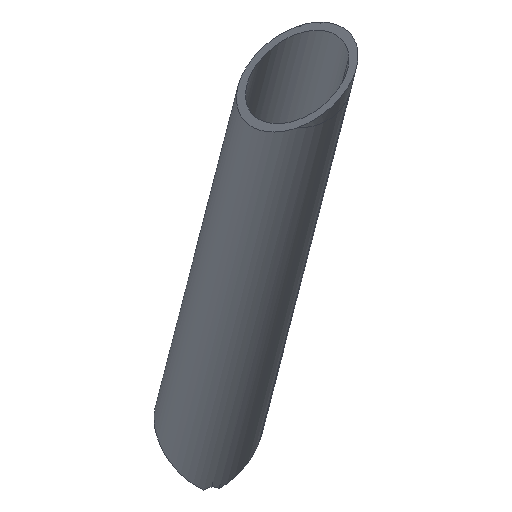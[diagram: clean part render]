
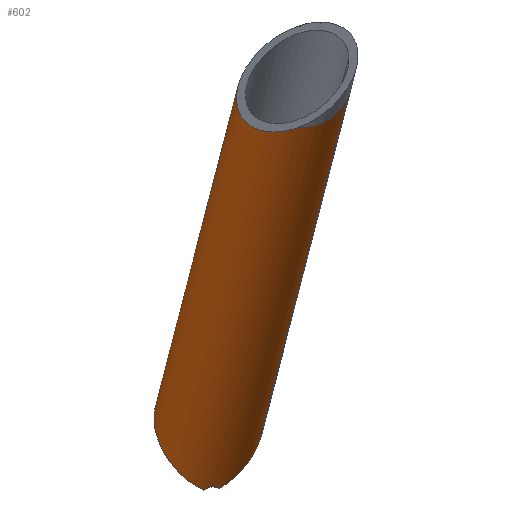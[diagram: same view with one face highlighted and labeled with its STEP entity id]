
A CAD part, top view. The second image highlights one B-rep face of the part: STEP entity #602.
In plain terms, the highlighted cylindrical face has radius 10 mm (diameter 20 mm), a partial arc.
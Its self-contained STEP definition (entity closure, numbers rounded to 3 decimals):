
#167=CARTESIAN_POINT('Vertex',(-1654.487,211.4,-11.033)) ;
#171=CARTESIAN_POINT('Control Point',(-1656.,210.784,-12.259)) ;
#172=CARTESIAN_POINT('Control Point',(-1655.625,210.915,-11.946)) ;
#173=CARTESIAN_POINT('Control Point',(-1655.238,211.064,-11.629)) ;
#174=CARTESIAN_POINT('Control Point',(-1654.861,211.225,-11.327)) ;
#175=CARTESIAN_POINT('Control Point',(-1654.487,211.4,-11.033)) ;
#176=CARTESIAN_POINT('Vertex',(-1656.,210.784,-12.259)) ;
#180=CARTESIAN_POINT('Control Point',(-1664.345,227.136,-9.113)) ;
#181=CARTESIAN_POINT('Control Point',(-1664.526,226.773,-8.743)) ;
#182=CARTESIAN_POINT('Control Point',(-1664.683,226.378,-8.391)) ;
#183=CARTESIAN_POINT('Control Point',(-1664.811,225.953,-8.057)) ;
#184=CARTESIAN_POINT('Control Point',(-1665.003,225.067,-7.458)) ;
#185=CARTESIAN_POINT('Control Point',(-1665.065,224.096,-6.976)) ;
#186=CARTESIAN_POINT('Control Point',(-1665.064,223.592,-6.767)) ;
#187=CARTESIAN_POINT('Control Point',(-1664.954,221.985,-6.225)) ;
#188=CARTESIAN_POINT('Control Point',(-1664.525,220.327,-6.034)) ;
#189=CARTESIAN_POINT('Control Point',(-1664.111,219.208,-6.071)) ;
#190=CARTESIAN_POINT('Control Point',(-1663.303,217.547,-6.346)) ;
#191=CARTESIAN_POINT('Control Point',(-1662.318,216.069,-6.904)) ;
#192=CARTESIAN_POINT('Control Point',(-1661.931,215.546,-7.147)) ;
#193=CARTESIAN_POINT('Control Point',(-1660.966,214.356,-7.805)) ;
#194=CARTESIAN_POINT('Control Point',(-1659.929,213.333,-8.62)) ;
#195=CARTESIAN_POINT('Control Point',(-1659.302,212.789,-9.143)) ;
#196=CARTESIAN_POINT('Control Point',(-1658.27,212.005,-10.051)) ;
#197=CARTESIAN_POINT('Control Point',(-1657.218,211.373,-11.047)) ;
#198=CARTESIAN_POINT('Control Point',(-1656.812,211.154,-11.441)) ;
#199=CARTESIAN_POINT('Control Point',(-1656.406,210.957,-11.845)) ;
#200=CARTESIAN_POINT('Control Point',(-1656.,210.784,-12.259)) ;
#201=CARTESIAN_POINT('Vertex',(-1664.345,227.136,-9.114)) ;
#228=CARTESIAN_POINT('Line Origine',(-1633.198,268.662,109.955)) ;
#232=CARTESIAN_POINT('Vertex',(-1646.05,219.071,-8.356)) ;
#234=CARTESIAN_POINT('Vertex',(-1629.823,281.684,141.022)) ;
#273=CARTESIAN_POINT('Line Origine',(-1651.551,276.503,108.662)) ;
#277=CARTESIAN_POINT('Vertex',(-1649.193,285.604,130.375)) ;
#529=CARTESIAN_POINT('Vertex',(-1653.156,211.058,-12.683)) ;
#533=CARTESIAN_POINT('Control Point',(-1653.156,211.058,-12.683)) ;
#534=CARTESIAN_POINT('Control Point',(-1653.483,211.118,-12.258)) ;
#535=CARTESIAN_POINT('Control Point',(-1653.81,211.194,-11.846)) ;
#536=CARTESIAN_POINT('Control Point',(-1654.147,211.288,-11.434)) ;
#537=CARTESIAN_POINT('Control Point',(-1654.487,211.4,-11.033)) ;
#546=CARTESIAN_POINT('Axis2P3D Location',(-1642.375,272.582,109.308)) ;
#551=CARTESIAN_POINT('Axis2P3D Location',(-1639.,285.604,140.375)) ;
#555=CARTESIAN_POINT('Vertex',(-1639.,276.382,144.241)) ;
#559=CARTESIAN_POINT('Control Point',(-1649.193,285.604,130.375)) ;
#560=CARTESIAN_POINT('Control Point',(-1649.731,284.343,130.375)) ;
#561=CARTESIAN_POINT('Control Point',(-1650.076,283.063,130.574)) ;
#562=CARTESIAN_POINT('Control Point',(-1650.191,281.815,130.984)) ;
#563=CARTESIAN_POINT('Control Point',(-1649.975,279.799,132.041)) ;
#564=CARTESIAN_POINT('Control Point',(-1649.105,278.186,133.571)) ;
#565=CARTESIAN_POINT('Control Point',(-1648.625,277.586,134.293)) ;
#566=CARTESIAN_POINT('Control Point',(-1647.478,276.576,135.841)) ;
#567=CARTESIAN_POINT('Control Point',(-1646.024,275.956,137.528)) ;
#568=CARTESIAN_POINT('Control Point',(-1645.237,275.746,138.388)) ;
#569=CARTESIAN_POINT('Control Point',(-1643.576,275.516,140.115)) ;
#570=CARTESIAN_POINT('Control Point',(-1641.78,275.654,141.819)) ;
#571=CARTESIAN_POINT('Control Point',(-1640.86,275.813,142.655)) ;
#572=CARTESIAN_POINT('Control Point',(-1639.93,276.056,143.465)) ;
#573=CARTESIAN_POINT('Control Point',(-1639.,276.382,144.241)) ;
#576=CARTESIAN_POINT('Control Point',(-1646.05,219.071,-8.356)) ;
#577=CARTESIAN_POINT('Control Point',(-1646.247,218.595,-8.44)) ;
#578=CARTESIAN_POINT('Control Point',(-1646.464,218.131,-8.542)) ;
#579=CARTESIAN_POINT('Control Point',(-1646.7,217.678,-8.66)) ;
#580=CARTESIAN_POINT('Control Point',(-1647.231,216.753,-8.937)) ;
#581=CARTESIAN_POINT('Control Point',(-1647.825,215.887,-9.271)) ;
#582=CARTESIAN_POINT('Control Point',(-1648.152,215.451,-9.46)) ;
#583=CARTESIAN_POINT('Control Point',(-1648.861,214.576,-9.881)) ;
#584=CARTESIAN_POINT('Control Point',(-1649.623,213.774,-10.354)) ;
#585=CARTESIAN_POINT('Control Point',(-1650.034,213.376,-10.613)) ;
#586=CARTESIAN_POINT('Control Point',(-1650.88,212.619,-11.155)) ;
#587=CARTESIAN_POINT('Control Point',(-1651.766,211.946,-11.741)) ;
#588=CARTESIAN_POINT('Control Point',(-1652.222,211.628,-12.046)) ;
#589=CARTESIAN_POINT('Control Point',(-1652.686,211.332,-12.36)) ;
#590=CARTESIAN_POINT('Control Point',(-1653.156,211.058,-12.683)) ;
#229=DIRECTION('Vector Direction',(-0.1,-0.385,-0.918)) ;
#274=DIRECTION('Vector Direction',(-0.1,-0.385,-0.918)) ;
#547=DIRECTION('Axis2P3D Direction',(-0.1,-0.385,-0.918)) ;
#548=DIRECTION('Axis2P3D XDirection',(0.918,-0.392,0.065)) ;
#552=DIRECTION('Axis2P3D Direction',(-0.1,-0.385,-0.918)) ;
#549=AXIS2_PLACEMENT_3D('Cylinder Axis2P3D',#546,#547,#548) ;
#553=AXIS2_PLACEMENT_3D('Circle Axis2P3D',#551,#552,$) ;
#593=ORIENTED_EDGE('',*,*,#236,.T.) ;
#594=ORIENTED_EDGE('',*,*,#557,.T.) ;
#595=ORIENTED_EDGE('',*,*,#574,.F.) ;
#596=ORIENTED_EDGE('',*,*,#279,.T.) ;
#597=ORIENTED_EDGE('',*,*,#203,.T.) ;
#598=ORIENTED_EDGE('',*,*,#178,.T.) ;
#599=ORIENTED_EDGE('',*,*,#538,.F.) ;
#600=ORIENTED_EDGE('',*,*,#591,.F.) ;
#230=VECTOR('Line Direction',#229,1.) ;
#275=VECTOR('Line Direction',#274,1.) ;
#602=ADVANCED_FACE('Corps principal',(#601),#550,.T.) ;
#170=B_SPLINE_CURVE_WITH_KNOTS('',4,(#171,#172,#173,#174,#175),.UNSPECIFIED.,.F.,.U.,(5,5),(0.,2.875),.UNSPECIFIED.) ;
#179=B_SPLINE_CURVE_WITH_KNOTS('',5,(#180,#181,#182,#183,#184,#185,#186,#187,#188,#189,#190,#191,#192,#193,#194,#195,#196,#197,#198,#199,#200),.UNSPECIFIED.,.F.,.U.,(6,3,3,3,3,3,6),(0.,3.905,7.667,15.925,20.821,27.724,32.016),.UNSPECIFIED.) ;
#532=B_SPLINE_CURVE_WITH_KNOTS('',4,(#533,#534,#535,#536,#537),.UNSPECIFIED.,.F.,.U.,(5,5),(0.,3.038),.UNSPECIFIED.) ;
#558=B_SPLINE_CURVE_WITH_KNOTS('',5,(#559,#560,#561,#562,#563,#564,#565,#566,#567,#568,#569,#570,#571,#572,#573),.UNSPECIFIED.,.F.,.U.,(6,3,3,3,6),(0.,13.23,23.047,32.864,42.679),.UNSPECIFIED.) ;
#575=B_SPLINE_CURVE_WITH_KNOTS('',5,(#576,#577,#578,#579,#580,#581,#582,#583,#584,#585,#586,#587,#588,#589,#590),.UNSPECIFIED.,.F.,.U.,(6,3,3,3,6),(0.,3.698,7.794,12.212,16.699),.UNSPECIFIED.) ;
#554=CIRCLE('generated circle',#553,10.) ;
#550=CYLINDRICAL_SURFACE('generated cylinder',#549,10.) ;
#178=EDGE_CURVE('',#177,#168,#170,.T.) ;
#203=EDGE_CURVE('',#202,#177,#179,.T.) ;
#236=EDGE_CURVE('',#233,#235,#231,.F.) ;
#279=EDGE_CURVE('',#278,#202,#276,.T.) ;
#538=EDGE_CURVE('',#530,#168,#532,.T.) ;
#557=EDGE_CURVE('',#235,#556,#554,.T.) ;
#574=EDGE_CURVE('',#278,#556,#558,.T.) ;
#591=EDGE_CURVE('',#233,#530,#575,.T.) ;
#592=EDGE_LOOP('',(#593,#594,#595,#596,#597,#598,#599,#600)) ;
#601=FACE_OUTER_BOUND('',#592,.T.) ;
#231=LINE('Line',#228,#230) ;
#276=LINE('Line',#273,#275) ;
#168=VERTEX_POINT('',#167) ;
#177=VERTEX_POINT('',#176) ;
#202=VERTEX_POINT('',#201) ;
#233=VERTEX_POINT('',#232) ;
#235=VERTEX_POINT('',#234) ;
#278=VERTEX_POINT('',#277) ;
#530=VERTEX_POINT('',#529) ;
#556=VERTEX_POINT('',#555) ;
